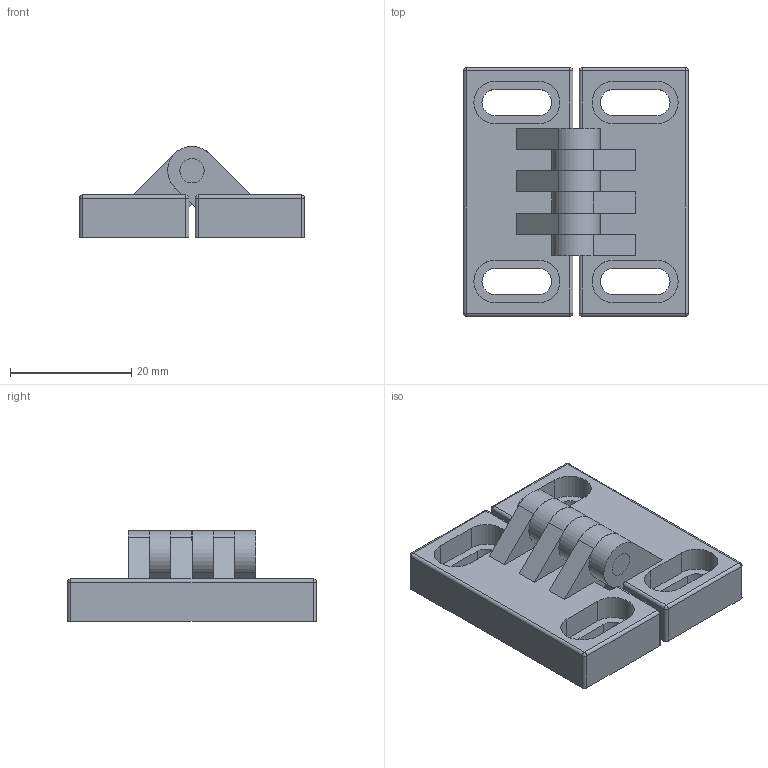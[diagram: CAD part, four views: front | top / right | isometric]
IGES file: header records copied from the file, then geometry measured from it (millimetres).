
Global section: file name: 601321.stp.iam; native system: Autodesk Inventor 2014; preprocessor: unknown; author: zeman; date: 20151016.110600; units: millimetre
Bounding box: 37 x 41 x 14.99 mm (x, y, z)
Volume: 8499.6 mm3; surface area: 7652.4 mm2
Topology: 3 solids, 3 shells, 177 faces, 461 edges, 290 vertices
Faces by surface type: plane 122, cylinder 25, revolution 22, sphere 8
Full cylindrical faces by diameter (mm): 4 x1
